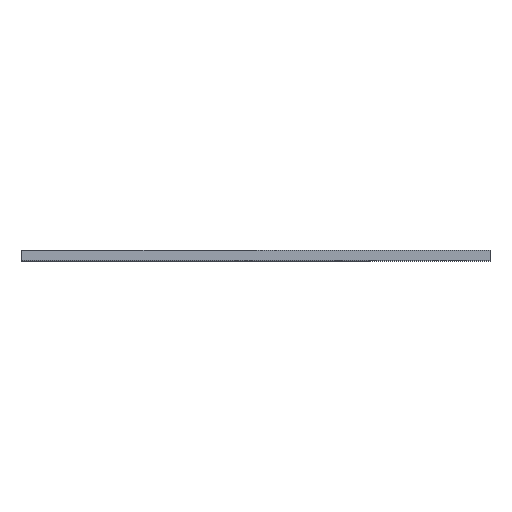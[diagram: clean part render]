
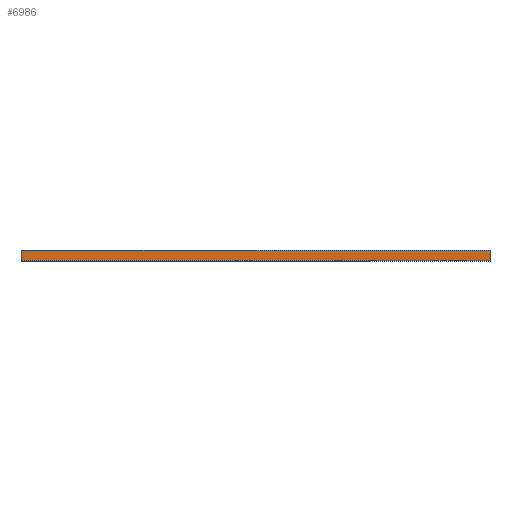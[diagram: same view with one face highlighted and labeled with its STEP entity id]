
A CAD part, top view. The second image highlights one B-rep face of the part: STEP entity #6986.
In plain terms, the highlighted planar face has unit normal (0, 0, 1).
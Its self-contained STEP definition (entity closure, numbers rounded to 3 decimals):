
#27 = EDGE_CURVE ( 'NONE', #1973, #1536, #5082, .T. ) ;
#109 = DIRECTION ( 'NONE',  ( 1., 0., 0. ) ) ;
#351 = VECTOR ( 'NONE', #7320, 1000. ) ;
#579 = DIRECTION ( 'NONE',  ( -1., 0., 0. ) ) ;
#765 = DIRECTION ( 'NONE',  ( 0., -1., 0. ) ) ;
#937 = EDGE_LOOP ( 'NONE', ( #2849, #1682, #2749, #7843 ) ) ;
#1536 = VERTEX_POINT ( 'NONE', #1729 ) ;
#1682 = ORIENTED_EDGE ( 'NONE', *, *, #7136, .F. ) ;
#1685 = VECTOR ( 'NONE', #6959, 1000. ) ;
#1729 = CARTESIAN_POINT ( 'NONE',  ( 35., 1.5, 25. ) ) ;
#1838 = LINE ( 'NONE', #4539, #2421 ) ;
#1873 = CARTESIAN_POINT ( 'NONE',  ( -35., 1.5, 25. ) ) ;
#1973 = VERTEX_POINT ( 'NONE', #7782 ) ;
#2028 = LINE ( 'NONE', #3123, #4239 ) ;
#2249 = EDGE_CURVE ( 'NONE', #7998, #7091, #2028, .T. ) ;
#2421 = VECTOR ( 'NONE', #765, 1000. ) ;
#2683 = AXIS2_PLACEMENT_3D ( 'NONE', #5154, #8110, #579 ) ;
#2749 = ORIENTED_EDGE ( 'NONE', *, *, #27, .F. ) ;
#2791 = CARTESIAN_POINT ( 'NONE',  ( -35., 0., 25. ) ) ;
#2849 = ORIENTED_EDGE ( 'NONE', *, *, #2249, .T. ) ;
#3123 = CARTESIAN_POINT ( 'NONE',  ( -35., 0., 25. ) ) ;
#3170 = PLANE ( 'NONE',  #2683 ) ;
#3253 = FACE_OUTER_BOUND ( 'NONE', #937, .T. ) ;
#4239 = VECTOR ( 'NONE', #109, 1000. ) ;
#4539 = CARTESIAN_POINT ( 'NONE',  ( 35., 1.5, 25. ) ) ;
#4819 = EDGE_CURVE ( 'NONE', #1973, #7998, #6768, .T. ) ;
#5082 = LINE ( 'NONE', #1873, #1685 ) ;
#5154 = CARTESIAN_POINT ( 'NONE',  ( -35., 1.5, 25. ) ) ;
#6768 = LINE ( 'NONE', #8078, #351 ) ;
#6959 = DIRECTION ( 'NONE',  ( 1., 0., 0. ) ) ;
#6986 = ADVANCED_FACE ( 'NONE', ( #3253 ), #3170, .F. ) ;
#7091 = VERTEX_POINT ( 'NONE', #7239 ) ;
#7136 = EDGE_CURVE ( 'NONE', #1536, #7091, #1838, .T. ) ;
#7239 = CARTESIAN_POINT ( 'NONE',  ( 35., 0., 25. ) ) ;
#7320 = DIRECTION ( 'NONE',  ( 0., -1., 0. ) ) ;
#7782 = CARTESIAN_POINT ( 'NONE',  ( -35., 1.5, 25. ) ) ;
#7843 = ORIENTED_EDGE ( 'NONE', *, *, #4819, .T. ) ;
#7998 = VERTEX_POINT ( 'NONE', #2791 ) ;
#8078 = CARTESIAN_POINT ( 'NONE',  ( -35., 1.5, 25. ) ) ;
#8110 = DIRECTION ( 'NONE',  ( 0., 0., -1. ) ) ;
